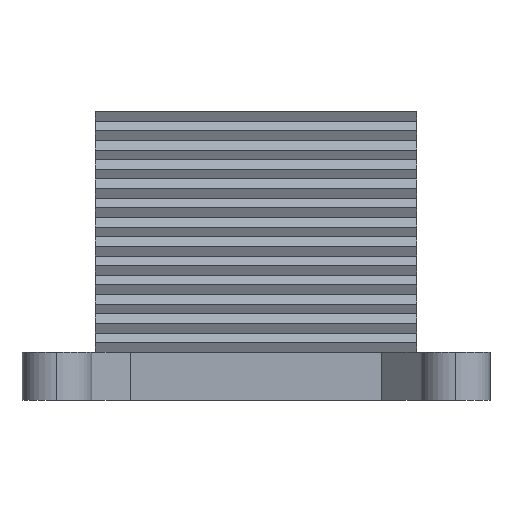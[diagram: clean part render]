
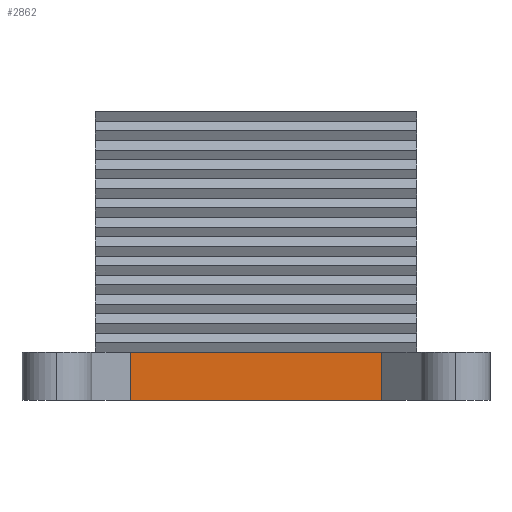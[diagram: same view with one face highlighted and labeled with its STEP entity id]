
A CAD part, left-side view. The second image highlights one B-rep face of the part: STEP entity #2862.
In plain terms, the highlighted planar face has unit normal (-1, 0, 0).
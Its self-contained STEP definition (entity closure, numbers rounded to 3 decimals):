
#434 = VECTOR ( 'NONE', #1896, 1000. ) ;
#1896 = DIRECTION ( 'NONE',  ( 0., -1., 0. ) ) ;
#2393 = LINE ( 'NONE', #6125, #8738 ) ;
#2408 = PLANE ( 'NONE',  #13365 ) ;
#2862 = ADVANCED_FACE ( 'NONE', ( #16185 ), #2408, .F. ) ;
#2920 = CARTESIAN_POINT ( 'NONE',  ( -16.675, 13.05, 5. ) ) ;
#2995 = VECTOR ( 'NONE', #14604, 1000. ) ;
#3313 = VECTOR ( 'NONE', #14901, 1000. ) ;
#3570 = LINE ( 'NONE', #8655, #2995 ) ;
#4051 = CARTESIAN_POINT ( 'NONE',  ( -16.675, 13.05, 0. ) ) ;
#4538 = LINE ( 'NONE', #15740, #434 ) ;
#5307 = EDGE_LOOP ( 'NONE', ( #13284, #5845, #12084, #11582 ) ) ;
#5845 = ORIENTED_EDGE ( 'NONE', *, *, #8927, .T. ) ;
#5962 = DIRECTION ( 'NONE',  ( 0., 0., -1. ) ) ;
#6034 = VERTEX_POINT ( 'NONE', #13282 ) ;
#6125 = CARTESIAN_POINT ( 'NONE',  ( -16.675, -13.05, 5. ) ) ;
#7757 = VERTEX_POINT ( 'NONE', #11520 ) ;
#8655 = CARTESIAN_POINT ( 'NONE',  ( -16.675, 13.05, 5. ) ) ;
#8738 = VECTOR ( 'NONE', #5962, 1000. ) ;
#8927 = EDGE_CURVE ( 'NONE', #16007, #14775, #3570, .T. ) ;
#9744 = EDGE_CURVE ( 'NONE', #16007, #7757, #16155, .T. ) ;
#9857 = CARTESIAN_POINT ( 'NONE',  ( -16.675, 24.301, 5. ) ) ;
#9961 = CARTESIAN_POINT ( 'NONE',  ( -16.675, -13.05, 5. ) ) ;
#10735 = EDGE_CURVE ( 'NONE', #14775, #6034, #4538, .T. ) ;
#11520 = CARTESIAN_POINT ( 'NONE',  ( -16.675, -13.05, 5. ) ) ;
#11582 = ORIENTED_EDGE ( 'NONE', *, *, #14986, .F. ) ;
#12084 = ORIENTED_EDGE ( 'NONE', *, *, #10735, .T. ) ;
#12450 = DIRECTION ( 'NONE',  ( 0., 1., 0. ) ) ;
#13282 = CARTESIAN_POINT ( 'NONE',  ( -16.675, -13.05, 0. ) ) ;
#13284 = ORIENTED_EDGE ( 'NONE', *, *, #9744, .F. ) ;
#13365 = AXIS2_PLACEMENT_3D ( 'NONE', #9961, #13529, #12450 ) ;
#13529 = DIRECTION ( 'NONE',  ( 1., 0., 0. ) ) ;
#14604 = DIRECTION ( 'NONE',  ( 0., 0., -1. ) ) ;
#14775 = VERTEX_POINT ( 'NONE', #4051 ) ;
#14901 = DIRECTION ( 'NONE',  ( 0., -1., 0. ) ) ;
#14986 = EDGE_CURVE ( 'NONE', #7757, #6034, #2393, .T. ) ;
#15740 = CARTESIAN_POINT ( 'NONE',  ( -16.675, -13.05, 0. ) ) ;
#16007 = VERTEX_POINT ( 'NONE', #2920 ) ;
#16155 = LINE ( 'NONE', #9857, #3313 ) ;
#16185 = FACE_OUTER_BOUND ( 'NONE', #5307, .T. ) ;
